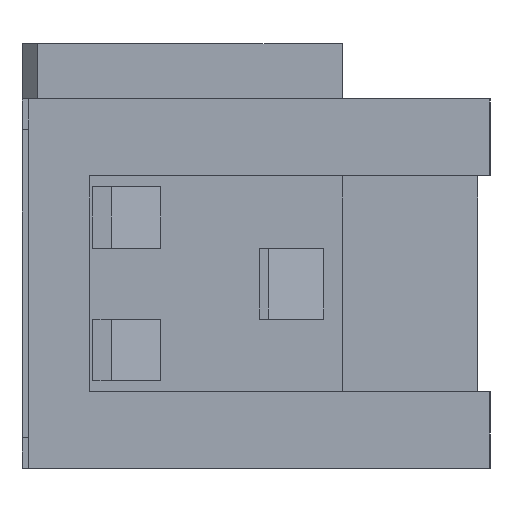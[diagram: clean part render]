
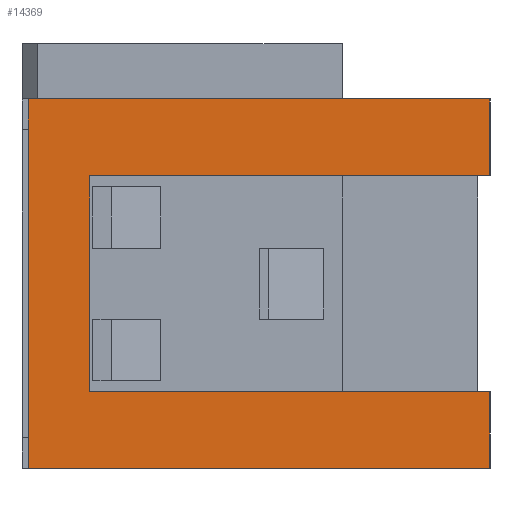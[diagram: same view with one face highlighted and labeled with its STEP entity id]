
A CAD part, left-side view. The second image highlights one B-rep face of the part: STEP entity #14369.
In plain terms, the highlighted planar face has unit normal (-1, 0, 0).
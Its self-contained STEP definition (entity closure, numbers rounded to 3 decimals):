
#13145=CARTESIAN_POINT('',(-4.905,3.05,-3.));
#13146=VERTEX_POINT('',#13145);
#13153=CARTESIAN_POINT('',(-4.905,3.05,3.));
#13154=VERTEX_POINT('',#13153);
#13155=CARTESIAN_POINT('',(-4.905,3.05,-3.));
#13156=DIRECTION('',(0.,0.,1.));
#13157=VECTOR('',#13156,6.);
#13158=LINE('',#13155,#13157);
#13159=EDGE_CURVE('',#13146,#13154,#13158,.T.);
#13869=CARTESIAN_POINT('',(-4.905,-4.45,3.));
#13870=VERTEX_POINT('',#13869);
#13871=CARTESIAN_POINT('',(-4.905,-4.45,3.));
#13872=DIRECTION('',(0.,1.,0.));
#13873=VECTOR('',#13872,7.5);
#13874=LINE('',#13871,#13873);
#13875=EDGE_CURVE('',#13870,#13154,#13874,.T.);
#14031=CARTESIAN_POINT('',(-4.905,-4.45,-3.));
#14032=VERTEX_POINT('',#14031);
#14033=CARTESIAN_POINT('',(-4.905,3.05,-3.));
#14034=DIRECTION('',(0.,-1.,0.));
#14035=VECTOR('',#14034,7.5);
#14036=LINE('',#14033,#14035);
#14037=EDGE_CURVE('',#13146,#14032,#14036,.T.);
#14321=CARTESIAN_POINT('',(-4.905,-4.45,3.));
#14322=DIRECTION('',(0.,1.,0.));
#14323=DIRECTION('',(-1.,0.,0.));
#14324=AXIS2_PLACEMENT_3D('',#14321,#14323,#14322);
#14325=PLANE('',#14324);
#14326=ORIENTED_EDGE('',*,*,#13159,.F.);
#14327=ORIENTED_EDGE('',*,*,#14037,.T.);
#14328=CARTESIAN_POINT('',(-4.905,-4.45,-1.75));
#14329=VERTEX_POINT('',#14328);
#14330=CARTESIAN_POINT('',(-4.905,-4.45,-3.));
#14331=DIRECTION('',(0.,0.,1.));
#14332=VECTOR('',#14331,1.25);
#14333=LINE('',#14330,#14332);
#14334=EDGE_CURVE('',#14032,#14329,#14333,.T.);
#14335=ORIENTED_EDGE('',*,*,#14334,.T.);
#14336=CARTESIAN_POINT('',(-4.905,2.05,-1.75));
#14337=VERTEX_POINT('',#14336);
#14338=CARTESIAN_POINT('',(-4.905,-4.45,-1.75));
#14339=DIRECTION('',(0.,1.,0.));
#14340=VECTOR('',#14339,6.5);
#14341=LINE('',#14338,#14340);
#14342=EDGE_CURVE('',#14329,#14337,#14341,.T.);
#14343=ORIENTED_EDGE('',*,*,#14342,.T.);
#14344=CARTESIAN_POINT('',(-4.905,2.05,1.75));
#14345=VERTEX_POINT('',#14344);
#14346=CARTESIAN_POINT('',(-4.905,2.05,1.75));
#14347=DIRECTION('',(0.,0.,-1.));
#14348=VECTOR('',#14347,3.5);
#14349=LINE('',#14346,#14348);
#14350=EDGE_CURVE('',#14345,#14337,#14349,.T.);
#14351=ORIENTED_EDGE('',*,*,#14350,.F.);
#14352=CARTESIAN_POINT('',(-4.905,-4.45,1.75));
#14353=VERTEX_POINT('',#14352);
#14354=CARTESIAN_POINT('',(-4.905,2.05,1.75));
#14355=DIRECTION('',(0.,-1.,0.));
#14356=VECTOR('',#14355,6.5);
#14357=LINE('',#14354,#14356);
#14358=EDGE_CURVE('',#14345,#14353,#14357,.T.);
#14359=ORIENTED_EDGE('',*,*,#14358,.T.);
#14360=CARTESIAN_POINT('',(-4.905,-4.45,1.75));
#14361=DIRECTION('',(0.,0.,1.));
#14362=VECTOR('',#14361,1.25);
#14363=LINE('',#14360,#14362);
#14364=EDGE_CURVE('',#14353,#13870,#14363,.T.);
#14365=ORIENTED_EDGE('',*,*,#14364,.T.);
#14366=ORIENTED_EDGE('',*,*,#13875,.T.);
#14367=EDGE_LOOP('',(#14326,#14327,#14335,#14343,#14351,#14359,#14365,#14366));
#14368=FACE_OUTER_BOUND('',#14367,.T.);
#14369=ADVANCED_FACE('',(#14368),#14325,.T.);
